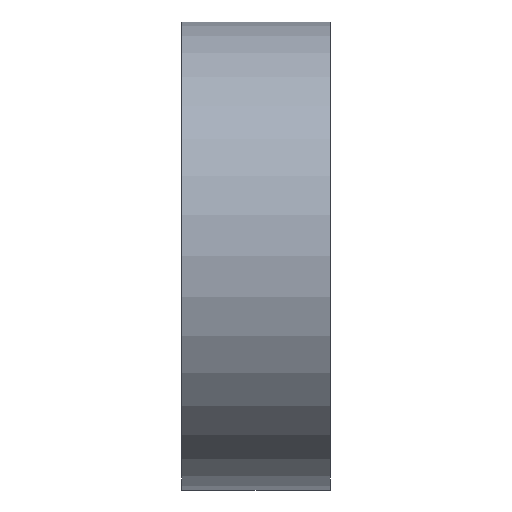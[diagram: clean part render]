
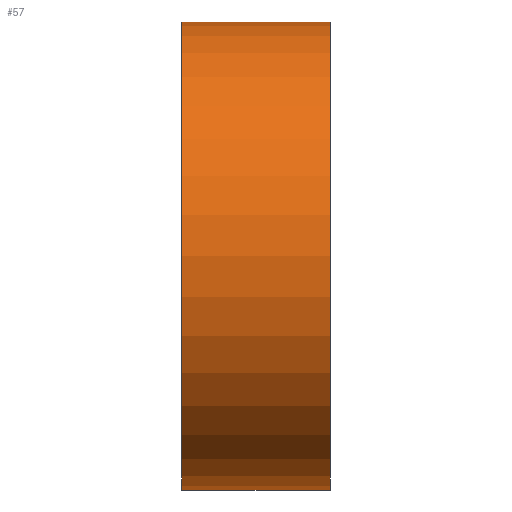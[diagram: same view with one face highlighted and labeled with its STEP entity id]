
A CAD part, left-side view. The second image highlights one B-rep face of the part: STEP entity #57.
In plain terms, the highlighted cylindrical face has radius 15.008 mm (diameter 30.015 mm), a partial arc.
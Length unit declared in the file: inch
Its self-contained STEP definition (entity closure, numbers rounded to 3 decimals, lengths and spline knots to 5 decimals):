
#57 = ADVANCED_FACE ( 'NONE', ( #6371 ), #2333, .T. ) ;
#76 = AXIS2_PLACEMENT_3D ( 'NONE', #6651, #2574, #7337 ) ;
#77 = LINE ( 'NONE', #7876, #7111 ) ;
#319 = CARTESIAN_POINT ( 'NONE',  ( 0., 0., 0.59085 ) ) ;
#394 = DIRECTION ( 'NONE',  ( 0., -1., 0. ) ) ;
#422 = ORIENTED_EDGE ( 'NONE', *, *, #6312, .F. ) ;
#484 = DIRECTION ( 'NONE',  ( 0., 1., 0. ) ) ;
#623 = CIRCLE ( 'NONE', #2238, 0.59085 ) ;
#778 = DIRECTION ( 'NONE',  ( 0., -1., 0. ) ) ;
#1423 = VERTEX_POINT ( 'NONE', #319 ) ;
#1666 = CARTESIAN_POINT ( 'NONE',  ( 0., 0.375, -0.59085 ) ) ;
#1724 = DIRECTION ( 'NONE',  ( 0., -1., 0. ) ) ;
#2238 = AXIS2_PLACEMENT_3D ( 'NONE', #4569, #484, #5249 ) ;
#2333 = CYLINDRICAL_SURFACE ( 'NONE', #2778, 0.59085 ) ;
#2497 = VERTEX_POINT ( 'NONE', #3423 ) ;
#2574 = DIRECTION ( 'NONE',  ( 0., 1., 0. ) ) ;
#2778 = AXIS2_PLACEMENT_3D ( 'NONE', #8505, #1724, #6476 ) ;
#3058 = CIRCLE ( 'NONE', #76, 0.59085 ) ;
#3423 = CARTESIAN_POINT ( 'NONE',  ( 0., 0.375, 0.59085 ) ) ;
#4569 = CARTESIAN_POINT ( 'NONE',  ( 0., 0., 0. ) ) ;
#4811 = VECTOR ( 'NONE', #778, 39.37008 ) ;
#4919 = EDGE_LOOP ( 'NONE', ( #6903, #5220, #422, #5276 ) ) ;
#4933 = EDGE_CURVE ( 'NONE', #6742, #6636, #5025, .T. ) ;
#5025 = LINE ( 'NONE', #8288, #4811 ) ;
#5220 = ORIENTED_EDGE ( 'NONE', *, *, #6204, .F. ) ;
#5249 = DIRECTION ( 'NONE',  ( 0., 0., 1. ) ) ;
#5276 = ORIENTED_EDGE ( 'NONE', *, *, #4933, .T. ) ;
#5933 = EDGE_CURVE ( 'NONE', #6636, #1423, #623, .T. ) ;
#6204 = EDGE_CURVE ( 'NONE', #2497, #1423, #77, .T. ) ;
#6312 = EDGE_CURVE ( 'NONE', #6742, #2497, #3058, .T. ) ;
#6371 = FACE_OUTER_BOUND ( 'NONE', #4919, .T. ) ;
#6476 = DIRECTION ( 'NONE',  ( 0., 0., -1. ) ) ;
#6636 = VERTEX_POINT ( 'NONE', #6956 ) ;
#6651 = CARTESIAN_POINT ( 'NONE',  ( 0., 0.375, 0. ) ) ;
#6742 = VERTEX_POINT ( 'NONE', #1666 ) ;
#6903 = ORIENTED_EDGE ( 'NONE', *, *, #5933, .T. ) ;
#6956 = CARTESIAN_POINT ( 'NONE',  ( 0., 0., -0.59085 ) ) ;
#7111 = VECTOR ( 'NONE', #394, 39.37008 ) ;
#7337 = DIRECTION ( 'NONE',  ( 0., 0., 1. ) ) ;
#7876 = CARTESIAN_POINT ( 'NONE',  ( 0., 0.375, 0.59085 ) ) ;
#8288 = CARTESIAN_POINT ( 'NONE',  ( 0., 0.375, -0.59085 ) ) ;
#8505 = CARTESIAN_POINT ( 'NONE',  ( 0., 0.375, 0. ) ) ;
